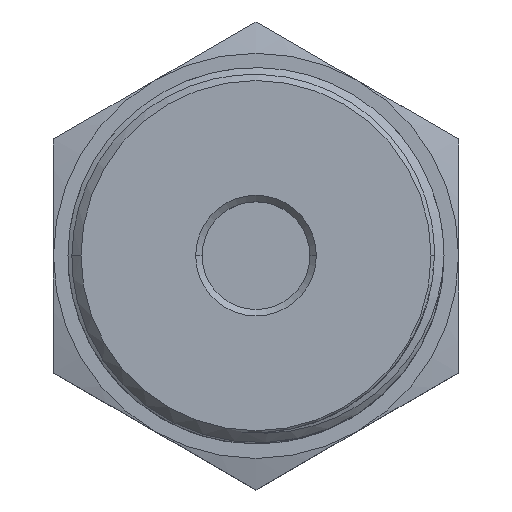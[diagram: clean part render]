
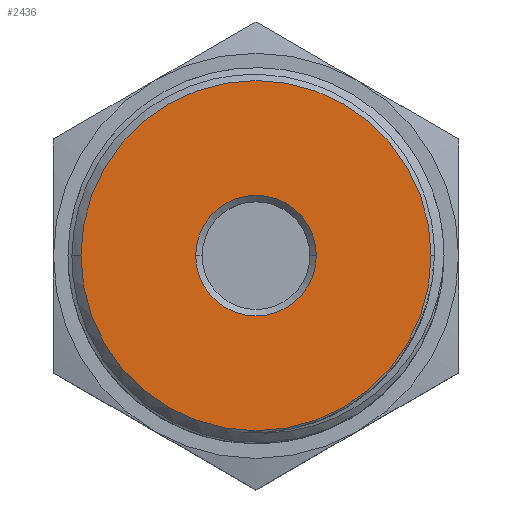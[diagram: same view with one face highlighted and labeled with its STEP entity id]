
A CAD part, top view. The second image highlights one B-rep face of the part: STEP entity #2436.
In plain terms, the highlighted planar face has unit normal (0, 0, 1).
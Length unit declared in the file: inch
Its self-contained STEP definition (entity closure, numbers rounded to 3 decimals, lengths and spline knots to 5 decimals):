
#89 = CIRCLE ( 'NONE', #3221, 0.8125 ) ;
#312 = ORIENTED_EDGE ( 'NONE', *, *, #1303, .T. ) ;
#663 = CIRCLE ( 'NONE', #775, 0.8125 ) ;
#775 = AXIS2_PLACEMENT_3D ( 'NONE', #2216, #1951, #1583 ) ;
#858 = AXIS2_PLACEMENT_3D ( 'NONE', #4877, #4858, #4841 ) ;
#866 = VERTEX_POINT ( 'NONE', #1861 ) ;
#884 = CIRCLE ( 'NONE', #858, 0.28 ) ;
#1014 = DIRECTION ( 'NONE',  ( 0., 0., 1. ) ) ;
#1230 = EDGE_LOOP ( 'NONE', ( #4681, #3935 ) ) ;
#1232 = CARTESIAN_POINT ( 'NONE',  ( -0.87411, 1.09394, 3.33786 ) ) ;
#1303 = EDGE_CURVE ( 'Defeatured_0_25+Defeatured_0_41+Defeatured_0_41+Defeatured_0_41', #3468, #866, #3506, .T. ) ;
#1491 = CARTESIAN_POINT ( 'NONE',  ( -1.68661, 1.09394, 3.33786 ) ) ;
#1583 = DIRECTION ( 'NONE',  ( -1., 0., 0. ) ) ;
#1695 = FACE_OUTER_BOUND ( 'NONE', #1230, .T. ) ;
#1704 = CARTESIAN_POINT ( 'NONE',  ( -1.15411, 1.09394, 3.33786 ) ) ;
#1861 = CARTESIAN_POINT ( 'NONE',  ( -0.59411, 1.09394, 3.33786 ) ) ;
#1951 = DIRECTION ( 'NONE',  ( 0., 0., -1. ) ) ;
#2049 = VERTEX_POINT ( 'NONE', #4855 ) ;
#2077 = DIRECTION ( 'NONE',  ( 0., 0., -1. ) ) ;
#2127 = EDGE_CURVE ( 'Defeatured_0_3+Defeatured_0_25+Defeatured_0_25+Defeatured_0_25', #2049, #5014, #663, .T. ) ;
#2216 = CARTESIAN_POINT ( 'NONE',  ( -0.87411, 1.09394, 3.33786 ) ) ;
#2339 = DIRECTION ( 'NONE',  ( 1., 0., 0. ) ) ;
#2381 = PLANE ( 'NONE',  #4748 ) ;
#2436 = ADVANCED_FACE ( 'Defeatured_0_25', ( #3822, #1695 ), #2381, .T. ) ;
#2548 = AXIS2_PLACEMENT_3D ( 'NONE', #1232, #2942, #3294 ) ;
#2813 = ORIENTED_EDGE ( 'NONE', *, *, #3131, .T. ) ;
#2942 = DIRECTION ( 'NONE',  ( 0., 0., -1. ) ) ;
#3131 = EDGE_CURVE ( 'Defeatured_0_25+Defeatured_0_41+Defeatured_0_41+Defeatured_0_41', #866, #3468, #884, .T. ) ;
#3221 = AXIS2_PLACEMENT_3D ( 'NONE', #4465, #2077, #4873 ) ;
#3294 = DIRECTION ( 'NONE',  ( -1., 0., 0. ) ) ;
#3449 = EDGE_CURVE ( 'Defeatured_0_3+Defeatured_0_25+Defeatured_0_25+Defeatured_0_25', #5014, #2049, #89, .T. ) ;
#3468 = VERTEX_POINT ( 'NONE', #1704 ) ;
#3506 = CIRCLE ( 'NONE', #2548, 0.28 ) ;
#3780 = EDGE_LOOP ( 'NONE', ( #2813, #312 ) ) ;
#3822 = FACE_BOUND ( 'NONE', #3780, .T. ) ;
#3935 = ORIENTED_EDGE ( 'NONE', *, *, #2127, .F. ) ;
#4187 = CARTESIAN_POINT ( 'NONE',  ( -0.87411, 1.09394, 3.33786 ) ) ;
#4465 = CARTESIAN_POINT ( 'NONE',  ( -0.87411, 1.09394, 3.33786 ) ) ;
#4681 = ORIENTED_EDGE ( 'NONE', *, *, #3449, .F. ) ;
#4748 = AXIS2_PLACEMENT_3D ( 'NONE', #4187, #1014, #2339 ) ;
#4841 = DIRECTION ( 'NONE',  ( -1., 0., 0. ) ) ;
#4855 = CARTESIAN_POINT ( 'NONE',  ( -0.06161, 1.09394, 3.33786 ) ) ;
#4858 = DIRECTION ( 'NONE',  ( 0., 0., -1. ) ) ;
#4873 = DIRECTION ( 'NONE',  ( -1., 0., 0. ) ) ;
#4877 = CARTESIAN_POINT ( 'NONE',  ( -0.87411, 1.09394, 3.33786 ) ) ;
#5014 = VERTEX_POINT ( 'NONE', #1491 ) ;
